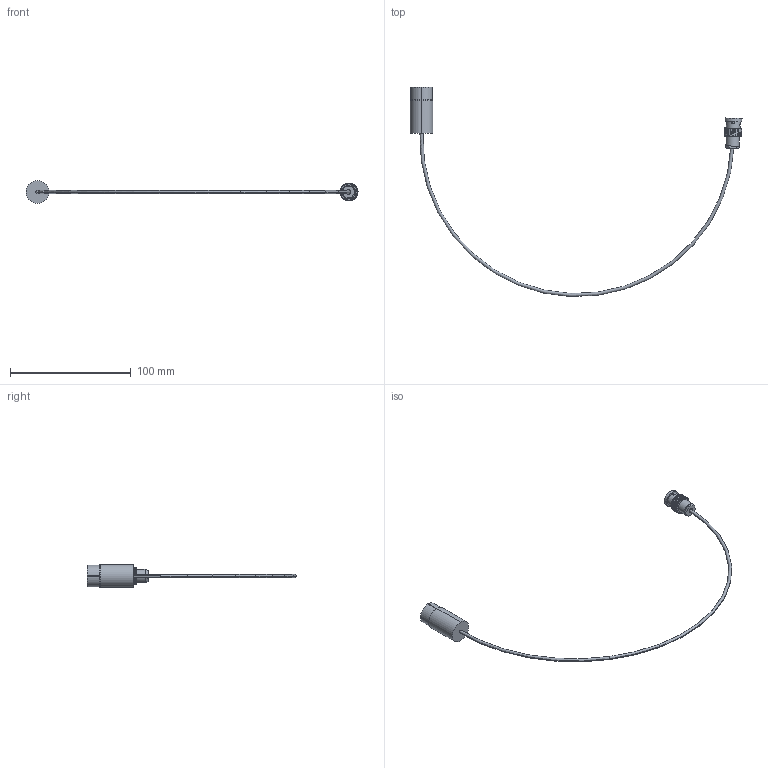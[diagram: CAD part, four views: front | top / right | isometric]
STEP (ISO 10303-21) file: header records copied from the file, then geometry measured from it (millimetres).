
FILE_DESCRIPTION (( 'STEP AP203' ), '1' );
FILE_NAME ('A7302-3-CN.STEP', '2013-11-19T12:40:26', ( '' ), ( '' ), 'SwSTEP 2.0', 'SolidWorks 2012', '' );
FILE_SCHEMA (( 'CONFIG_CONTROL_DESIGN' ));
Length unit declared in the file: inch
Products named in the file (1): A7302-3-CN
Bounding box: 275.5 x 173.47 x 19.05 mm (x, y, z)
Volume: 10626.1 mm3; surface area: 9902.4 mm2
Topology: 2 solids, 2 shells, 338 faces, 934 edges, 605 vertices
Faces by surface type: plane 235, cylinder 98, torus 5
Entity records: 11077 total; most frequent: CARTESIAN_POINT 2233, ORIENTED_EDGE 1868, DIRECTION 1827, EDGE_CURVE 934, AXIS2_PLACEMENT_3D 611, LINE 605, VECTOR 605, VERTEX_POINT 605
